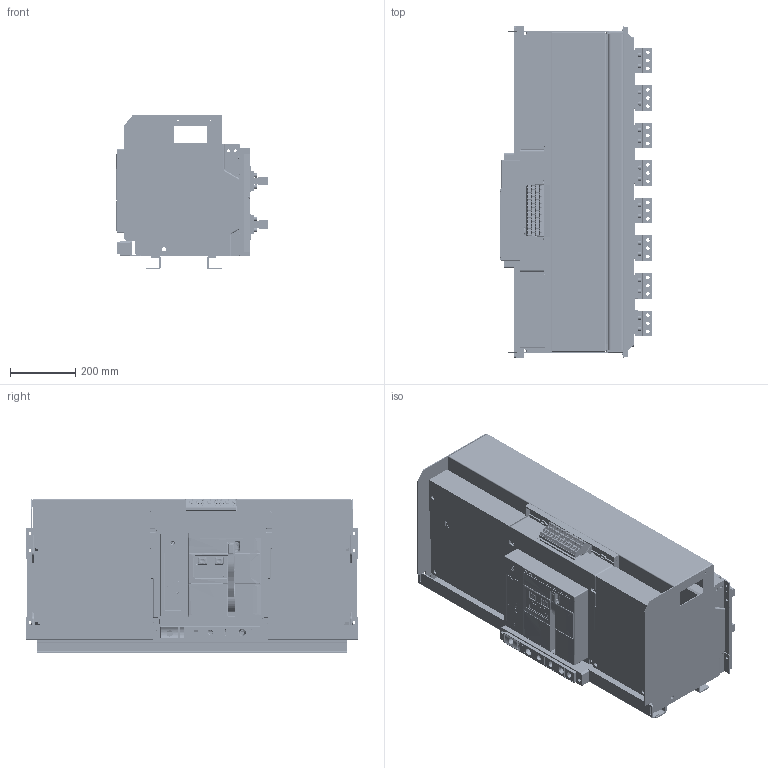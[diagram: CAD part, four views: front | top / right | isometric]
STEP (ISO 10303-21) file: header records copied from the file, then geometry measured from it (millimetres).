
FILE_DESCRIPTION((''),'2;1');
FILE_NAME('NA8-7500-5000-4P_ASM','2022-06-08T16:55:39',('lcc'),(''),'CREO PARAMETRIC BY PTC INC, 2020044','CREO PARAMETRIC BY PTC INC, 2020044','');
FILE_SCHEMA(('CONFIG_CONTROL_DESIGN','SHAPE_APPEARANCE_LAYERS_GROUPS'));
Products named in the file (42): 8050A0306119-2; 8073A0306103; 8ZTD-300-536; 8050A0306117T; 8050A0306118T; 8073A0306102T; 8140A0306104; 5073A1526102T_ASM; 8300A0304104T; 4PJIZUO-01; 4PJIZUO-02; DEFAULT_BREP_X_03-883; DEFAULT_BREP_X_03-884; DEFAULT_BREP_X_03-885; DEFAULT_BREP_X_03-886; DEFAULT_BREP_X_03-887; DEFAULT_BREP_X_03-888; DEFAULT_BREP_X_03-889; 8ZTD_060_209_V4_1_ASM; 8ZTD-253-577; 8ZTD-253-779; 8ZTD-253-780; 8ZTD-321-090; 8-040-432; 8-004-030; 8-320-094; 8-860-KZQ; 8ZTD-253-782; 5ZTD-060-114-2_ASM; 8300A0101114; 8300A0101116; 8ZTD-064-136_10; 8ZTD-024-837T_2; 8ZTD-860-699_1; 5ZTD-558-695-4000_ASM; 8580A0412115; NA8-7500-4P-CJ_ASM; 8580A0412008; GBT70_1-M8X20; GBT93-8 ...
Assembly tree (141 placements, depth 5):
  NA8-7500-5000-4P_ASM
    NA8-7500-4P-CJ_ASM
      8050A0306119-2
      8073A0306103  x2
      8ZTD-300-536
      8050A0306117T
      8050A0306118T
      5073A1526102T_ASM
        8073A0306102T
        8140A0306104  x2
      8300A0304104T
      4PJIZUO-01
      4PJIZUO-02
      5ZTD-060-114-2_ASM
        8ZTD_060_209_V4_1_ASM
          DEFAULT_BREP_X_03-883
          DEFAULT_BREP_X_03-884
          DEFAULT_BREP_X_03-885
          DEFAULT_BREP_X_03-886
          DEFAULT_BREP_X_03-887
          DEFAULT_BREP_X_03-888
          DEFAULT_BREP_X_03-889
        8ZTD-253-577
        8ZTD-253-779
        8ZTD-253-780
        8ZTD-321-090
        8-040-432
        8-004-030
        8-320-094
        8-860-KZQ
        8ZTD-253-782
      8300A0101114
      8300A0101116
      5ZTD-558-695-4000_ASM
        8ZTD-064-136_10
        8ZTD-024-837T_2  x14
        8ZTD-860-699_1
      8580A0412115  x8
    8580A0412008  x16
    QNKJ0200012-2-M8200_ASM  x64
      GBT70_1-M8X20
      GBT93-8
Bounding box: 467.68 x 1016 x 473.53 mm (x, y, z)
Volume: 37317721.4 mm3; surface area: 6589438.6 mm2
Topology: 198 solids, 262 shells, 12536 faces, 32150 edges, 20170 vertices
Faces by surface type: plane 7517, cylinder 3139, cone 886, torus 326, sphere 266, extrusion 225, bspline 177
Entity records: 343281 total; most frequent: CARTESIAN_POINT 64913, ORIENTED_EDGE 41848, DIRECTION 39410, PRESENTATION_STYLE_ASSIGNMENT 22458, STYLED_ITEM 22322, EDGE_CURVE 20926, CURVE_STYLE 19320, VECTOR 15388
